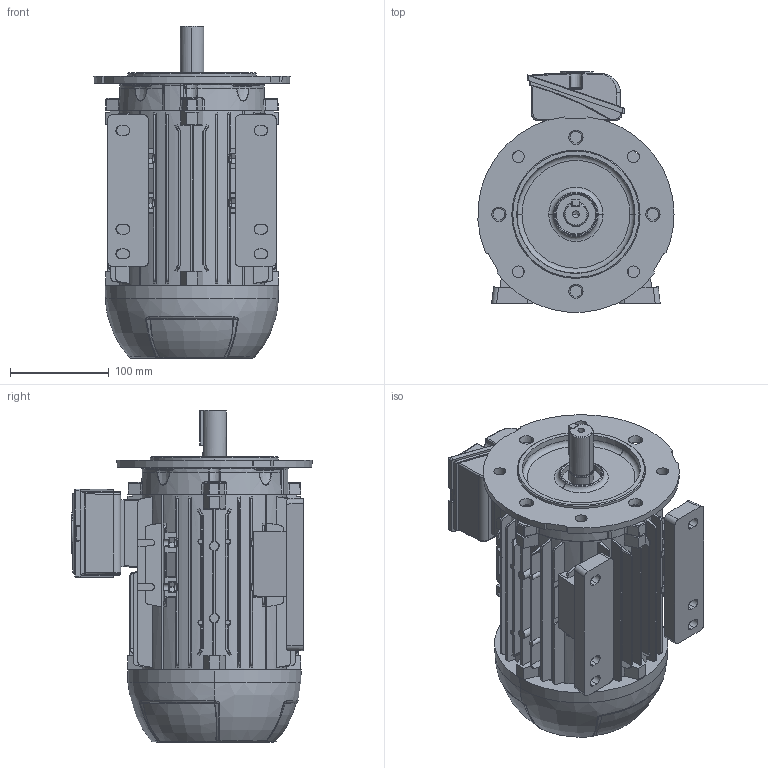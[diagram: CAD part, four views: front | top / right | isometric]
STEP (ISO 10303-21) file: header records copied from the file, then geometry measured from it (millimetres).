
FILE_DESCRIPTION (( 'STEP AP203' ), '1' );
FILE_NAME ('# IEC90 - B3T - L.STEP', '2022-05-26T13:59:45', ( '' ), ( '' ), 'SwSTEP 2.0', 'SolidWorks 2020', '' );
FILE_SCHEMA (( 'CONFIG_CONTROL_DESIGN' ));
Length unit declared in the file: millimetre
Products named in the file (16): 105006086_105006086; 105007080_10.5007.080; IEC90_105032001teste_001_10.5032.018-8x7x36; 105007074_10.5007.074; IEC90_500014958teste_001; 105010019-6205 NSK_DIN 625 - 6205 - 12,DE,NC,12_68; 105010010-6204 NSK_SKF - 6204 - 10,DE,NC,10_68; LLLLLLLLL_505007970- COM USINAGEM; TABELA ROTORES IEC90 4P AC180_50.5295.098 - �89,50; 105007077; # IEC90 - B3T - L; IEC90_500014957teste_001_10.5007.074; Eixo Padrão IEC90 IR3_50.5137.077_IR2; 505142045_505142045; FF_50.5007.809; 105006084_105006084
Assembly tree (10 placements, depth 3):
  105007074_10.5007.074
  105010019-6205 NSK_DIN 625 - 6205 - 12,DE,NC,12_68
  105010010-6204 NSK_SKF - 6204 - 10,DE,NC,10_68
  TABELA ROTORES IEC90 4P AC180_50.5295.098 - �89,50
  105007077
Bounding box: 198.67 x 243.46 x 336.4 mm (x, y, z)
Volume: 6049087.4 mm3; surface area: 531143.4 mm2
Topology: 9 solids, 9 shells, 1774 faces, 4668 edges, 2910 vertices
Faces by surface type: plane 793, cylinder 362, bspline 279, cone 176, torus 112, sphere 52
Entity records: 68508 total; most frequent: CARTESIAN_POINT 27006, ORIENTED_EDGE 9192, DIRECTION 7328, EDGE_CURVE 4596, VERTEX_POINT 2902, AXIS2_PLACEMENT_3D 2491, VECTOR 2346, LINE 2346
